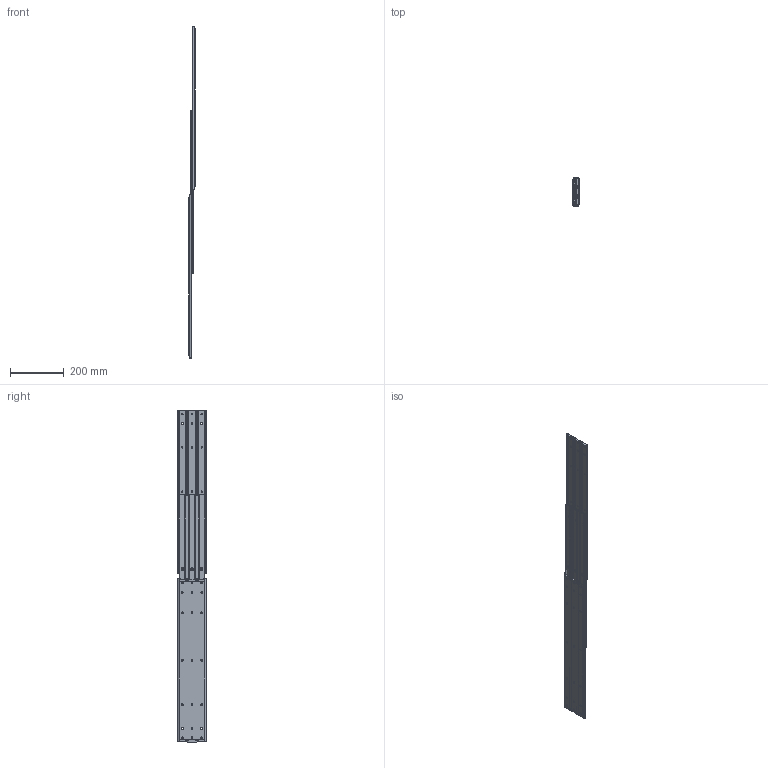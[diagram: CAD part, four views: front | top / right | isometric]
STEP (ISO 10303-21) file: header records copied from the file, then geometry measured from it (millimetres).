
FILE_DESCRIPTION (( 'STEP AP203' ), '1' );
FILE_NAME ('3553-24.step', '2021-03-08T00:31:00', ( '' ), ( '' ), 'SwSTEP 2.0', 'SolidWorks 2019', '' );
FILE_SCHEMA (( 'CONFIG_CONTROL_DESIGN' ));
Length unit declared in the file: millimetre
Products named in the file (5): IM-3553-24 ; IM-継板; OM-3551-24 ; 3553-24; OM-継板 
Assembly tree (15 placements, depth 2):
  3553-24
    OM-3551-24   x6
    OM-継板   x2
    IM-3553-24   x6
    IM-継板
Bounding box: 23.8 x 107.5 x 1240.5 mm (x, y, z)
Volume: 719593.3 mm3; surface area: 948730 mm2
Topology: 15 solids, 15 shells, 879 faces, 2535 edges, 1686 vertices
Faces by surface type: cylinder 483, plane 396
Entity records: 9139 total; most frequent: CARTESIAN_POINT 1590, DIRECTION 1468, ORIENTED_EDGE 1376, EDGE_CURVE 688, AXIS2_PLACEMENT_3D 540, VERTEX_POINT 458, LINE 388, VECTOR 388
